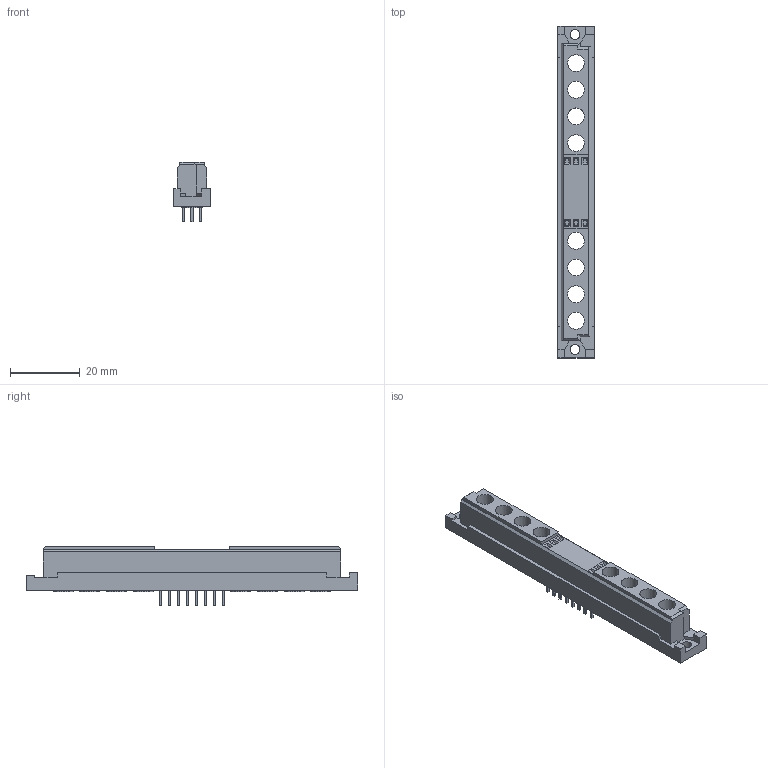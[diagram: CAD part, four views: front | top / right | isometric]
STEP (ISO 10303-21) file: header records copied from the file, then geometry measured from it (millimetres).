
FILE_DESCRIPTION(/* description */ (''),/* implementation_level */ '2;1');
FILE_NAME(/* name */ 'HARTING_09 03 224 6805.stp',/* time_stamp */ '2015-03-04T08:58:29+01:00',/* author */ ('admchouv'),/* organization */ ('SDRC'),/* preprocessor_version */ 'ST-DEVELOPER v15.5',/* originating_system */ 'AutoCAD Mechanical',/* authorisation */ 'Yes');
FILE_SCHEMA (('AUTOMOTIVE_DESIGN { 1 0 10303 214 3 1 1 }'));
Length unit declared in the file: millimetre
Products named in the file (1): Product
Bounding box: 10.5 x 94.9 x 17.1 mm (x, y, z)
Volume: 8109.7 mm3; surface area: 6041.7 mm2
Topology: 25 solids, 25 shells, 258 faces, 574 edges, 380 vertices
Faces by surface type: plane 240, cylinder 18
Full cylindrical faces by diameter (mm): 2.8 x2, 4.82 x8, 5.75 x8
Entity records: 6975 total; most frequent: CARTESIAN_POINT 1195, ORIENTED_EDGE 1112, DIRECTION 1110, EDGE_CURVE 556, LINE 520, VECTOR 520, VERTEX_POINT 380, EDGE_LOOP 310
